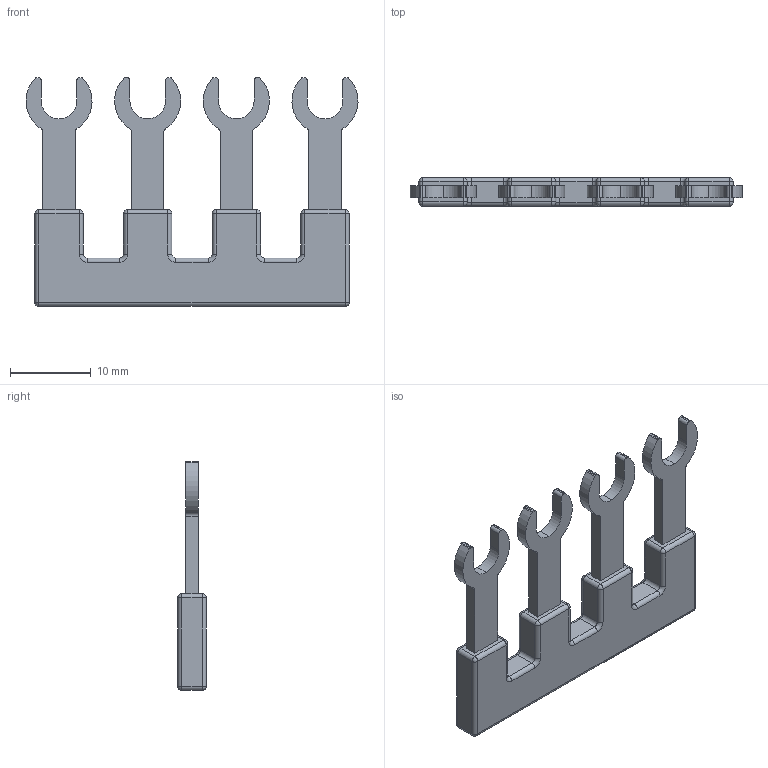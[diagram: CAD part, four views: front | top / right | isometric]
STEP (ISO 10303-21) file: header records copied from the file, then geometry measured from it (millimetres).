
FILE_DESCRIPTION(('CATIA V5 STEP Exchange','CAx-IF Rec.Pracs.--- Model Styling and Organization---1.4--- 2014-01-23'),'2;1');
FILE_NAME ('D1463478_0', '2020-07-28T06:26:01+00:00', ('none'), ('Weidmueller'), 'CATIA Version 5-6 Release 2016 SP3 HF44', 'CATIA V5 STEP AP214', 'none');
FILE_SCHEMA(('AUTOMOTIVE_DESIGN { 1 0 10303 214 1 1 1 1 }'));
Length unit declared in the file: millimetre
Products named in the file (1): 2615240000
Bounding box: 41.2 x 3.5 x 28.4 mm (x, y, z)
Volume: 1703 mm3; surface area: 2011.3 mm2
Topology: 5 solids, 5 shells, 174 faces, 436 edges, 252 vertices
Faces by surface type: cylinder 88, plane 54, sphere 20, torus 12
Entity records: 4826 total; most frequent: CARTESIAN_POINT 837, ORIENTED_EDGE 832, DIRECTION 752, EDGE_CURVE 416, AXIS2_PLACEMENT_3D 357, VERTEX_POINT 252, VECTOR 228, LINE 228
